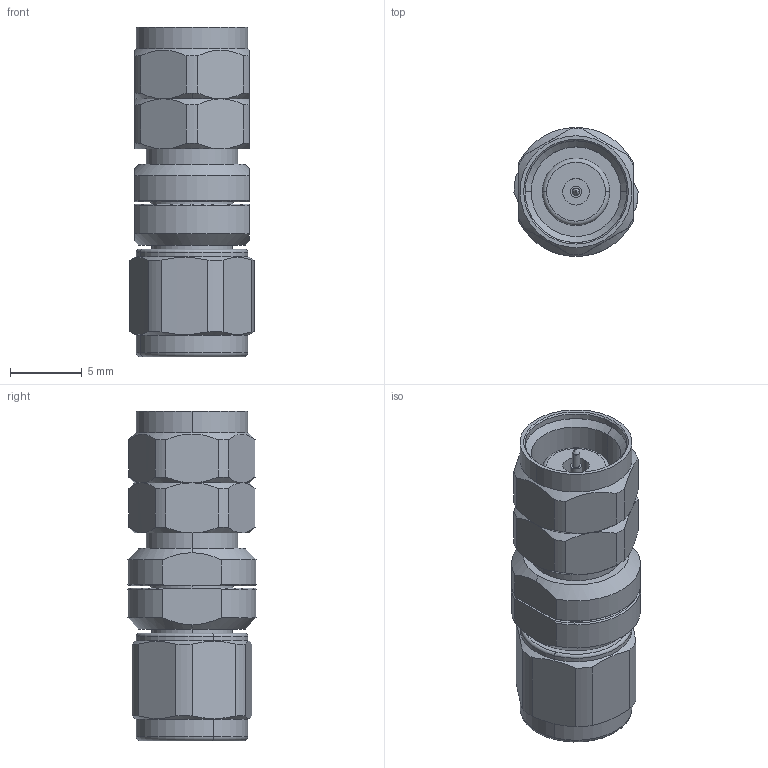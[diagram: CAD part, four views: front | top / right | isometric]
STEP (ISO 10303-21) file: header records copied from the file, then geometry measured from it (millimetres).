
FILE_DESCRIPTION (( 'STEP AP214' ), '1' );
FILE_NAME ('CT-VMEM-LN1_1.35-1.85-JJ.STEP', '2023-12-07T21:05:51', ( '' ), ( '' ), 'SwSTEP 2.0', 'SolidWorks 2021', '' );
FILE_SCHEMA (( 'AUTOMOTIVE_DESIGN' ));
Length unit declared in the file: inch
Products named in the file (5): 1.35-930.STEP; 930.U.002-8.5.STEP; 1.35-1.85-JJ-034-17.7.STEP; CT-VMEM-LN1_1.35-1.85-JJ; CT-VMEM-LN1_1.35-1.85-JJ.STEP
Assembly tree (4 placements, depth 3):
  CT-VMEM-LN1_1.35-1.85-JJ
    CT-VMEM-LN1_1.35-1.85-JJ.STEP
      1.35-1.85-JJ-034-17.7.STEP
      1.35-930.STEP
      930.U.002-8.5.STEP
Bounding box: 8.65 x 8.97 x 23 mm (x, y, z)
Volume: 961.5 mm3; surface area: 1468.1 mm2
Topology: 3 solids, 3 shells, 193 faces, 430 edges, 266 vertices
Faces by surface type: cylinder 80, cone 56, plane 51, torus 6
Entity records: 6264 total; most frequent: CARTESIAN_POINT 1741, DIRECTION 970, ORIENTED_EDGE 860, EDGE_CURVE 430, AXIS2_PLACEMENT_3D 415, VERTEX_POINT 266, EDGE_LOOP 220, CIRCLE 214
